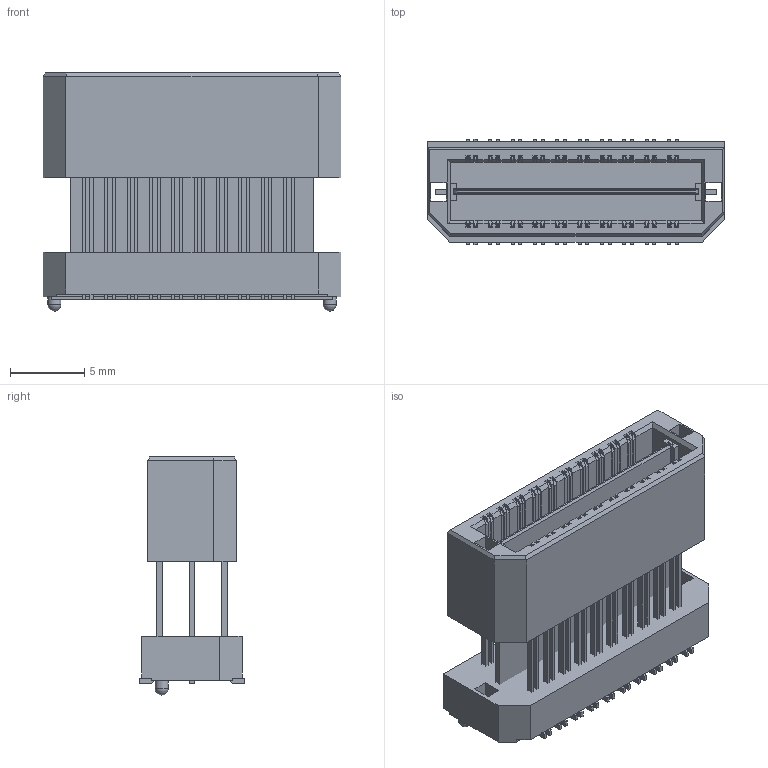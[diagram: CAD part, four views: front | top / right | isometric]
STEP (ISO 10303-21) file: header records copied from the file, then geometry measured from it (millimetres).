
FILE_DESCRIPTION(('FreeCAD Model'),'2;1');
FILE_NAME('Samtec_QTH_020_04_L_D_DP_A.step', '2021-12-29T21:26:09',('kicad StepUp'),('ksu MCAD'), 'Open CASCADE STEP processor 7.2','FreeCAD','Unknown');
FILE_SCHEMA(('AUTOMOTIVE_DESIGN { 1 0 10303 214 1 1 1 1 }'));
Length unit declared in the file: millimetre
Products named in the file (1): Samtec_QTH_020_04_L_D_DP_A
Bounding box: 20.02 x 7.11 x 16 mm (x, y, z)
Volume: 1162 mm3; surface area: 2715.5 mm2
Topology: 4 solids, 4 shells, 1090 faces, 3238 edges, 2156 vertices
Faces by surface type: plane 1044, cylinder 44, sphere 2
Full cylindrical faces by diameter (mm): 0.889 x2
Entity records: 43464 total; most frequent: CARTESIAN_POINT 6497, ORIENTED_EDGE 6472, DIRECTION 5510, EDGE_CURVE 3236, LINE 3136, VECTOR 3136, VERTEX_POINT 2156, AXIS2_PLACEMENT_3D 1187
